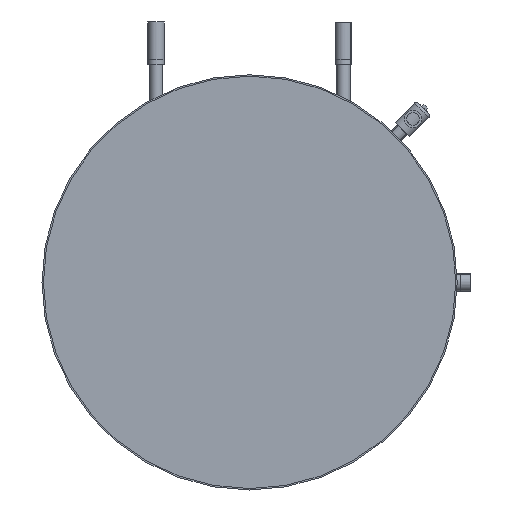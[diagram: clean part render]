
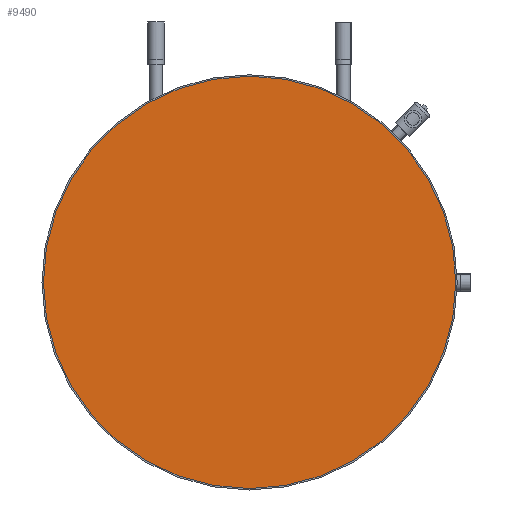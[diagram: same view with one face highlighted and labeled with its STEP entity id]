
A CAD part, front view. The second image highlights one B-rep face of the part: STEP entity #9490.
In plain terms, the highlighted planar face has unit normal (0, -1, 0).
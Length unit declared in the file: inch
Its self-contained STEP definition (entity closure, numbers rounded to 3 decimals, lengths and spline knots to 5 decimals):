
#1336 = DIRECTION ( 'NONE',  ( -1., 0., 0. ) ) ;
#2100 = EDGE_CURVE ( 'NONE', #11186, #11987, #7808, .T. ) ;
#2687 = CARTESIAN_POINT ( 'NONE',  ( -14.5, -34.5, 0. ) ) ;
#3606 = DIRECTION ( 'NONE',  ( 0., 1., 0. ) ) ;
#5676 = AXIS2_PLACEMENT_3D ( 'NONE', #13943, #9042, #16130 ) ;
#5914 = CARTESIAN_POINT ( 'NONE',  ( 0., -34.5, 0. ) ) ;
#7062 = AXIS2_PLACEMENT_3D ( 'NONE', #10063, #3606, #1336 ) ;
#7639 = AXIS2_PLACEMENT_3D ( 'NONE', #5914, #14730, #11877 ) ;
#7808 = CIRCLE ( 'NONE', #5676, 14.5 ) ;
#9000 = CARTESIAN_POINT ( 'NONE',  ( 14.5, -34.5, 0. ) ) ;
#9042 = DIRECTION ( 'NONE',  ( 0., 1., 0. ) ) ;
#9490 = ADVANCED_FACE ( 'NONE', ( #9747 ), #10890, .F. ) ;
#9747 = FACE_OUTER_BOUND ( 'NONE', #14216, .T. ) ;
#10063 = CARTESIAN_POINT ( 'NONE',  ( 0., -34.5, 0. ) ) ;
#10765 = EDGE_CURVE ( 'NONE', #11987, #11186, #14122, .T. ) ;
#10890 = PLANE ( 'NONE',  #7639 ) ;
#11086 = ORIENTED_EDGE ( 'NONE', *, *, #10765, .F. ) ;
#11186 = VERTEX_POINT ( 'NONE', #9000 ) ;
#11877 = DIRECTION ( 'NONE',  ( -1., 0., 0. ) ) ;
#11987 = VERTEX_POINT ( 'NONE', #2687 ) ;
#13943 = CARTESIAN_POINT ( 'NONE',  ( 0., -34.5, 0. ) ) ;
#14122 = CIRCLE ( 'NONE', #7062, 14.5 ) ;
#14216 = EDGE_LOOP ( 'NONE', ( #11086, #14935 ) ) ;
#14730 = DIRECTION ( 'NONE',  ( 0., 1., 0. ) ) ;
#14935 = ORIENTED_EDGE ( 'NONE', *, *, #2100, .F. ) ;
#16130 = DIRECTION ( 'NONE',  ( -1., 0., 0. ) ) ;
